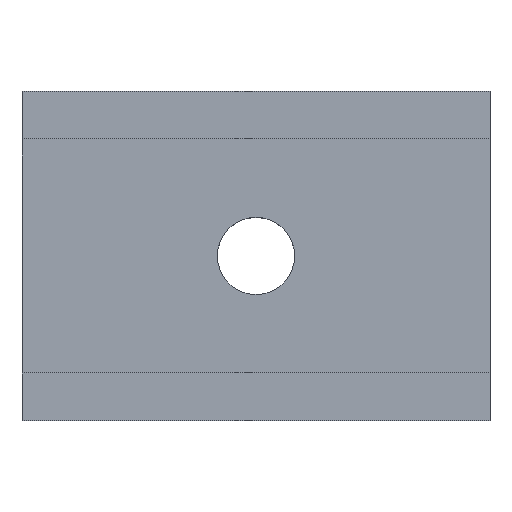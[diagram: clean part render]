
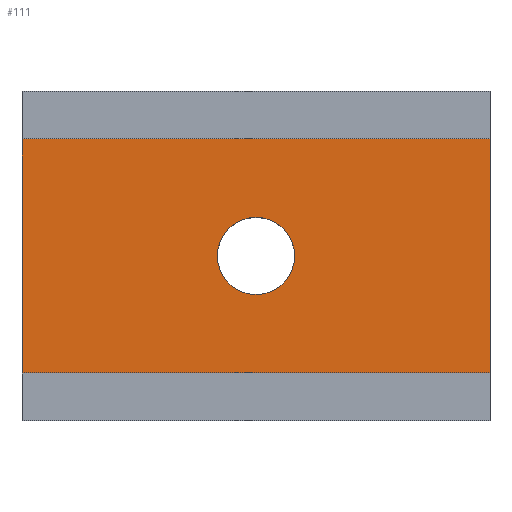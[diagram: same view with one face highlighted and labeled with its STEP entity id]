
A CAD part, top view. The second image highlights one B-rep face of the part: STEP entity #111.
In plain terms, the highlighted planar face has unit normal (0, 0, 1).
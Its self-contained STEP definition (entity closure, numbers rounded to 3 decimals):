
#111=ADVANCED_FACE('',(#238,#239),#240,.T.);
#238=FACE_OUTER_BOUND('',#380,.T.);
#239=FACE_BOUND('',#381,.T.);
#240=PLANE('',#382);
#380=EDGE_LOOP('',(#645,#646,#647,#648));
#381=EDGE_LOOP('',(#649,#650));
#382=AXIS2_PLACEMENT_3D('',#651,#652,#653);
#645=ORIENTED_EDGE('',*,*,#974,.T.);
#646=ORIENTED_EDGE('',*,*,#955,.F.);
#647=ORIENTED_EDGE('',*,*,#976,.T.);
#648=ORIENTED_EDGE('',*,*,#949,.T.);
#649=ORIENTED_EDGE('',*,*,#938,.T.);
#650=ORIENTED_EDGE('',*,*,#918,.T.);
#651=CARTESIAN_POINT('',(0.,0.,1.5));
#652=DIRECTION('',(0.0,0.0,1.0));
#653=DIRECTION('',(1.0,-0.0,0.0));
#918=EDGE_CURVE('',#1119,#1116,#1120,.T.);
#938=EDGE_CURVE('',#1116,#1119,#1151,.T.);
#949=EDGE_CURVE('',#1167,#1165,#1168,.T.);
#955=EDGE_CURVE('',#1176,#1171,#1178,.T.);
#974=EDGE_CURVE('',#1165,#1171,#1205,.T.);
#976=EDGE_CURVE('',#1176,#1167,#1207,.T.);
#1116=VERTEX_POINT('',#1385);
#1119=VERTEX_POINT('',#1389);
#1120=CIRCLE('',#1390,1.65);
#1151=CIRCLE('',#1435,1.65);
#1165=VERTEX_POINT('',#1455);
#1167=VERTEX_POINT('',#1458);
#1168=LINE('',#1459,#1460);
#1171=VERTEX_POINT('',#1464);
#1176=VERTEX_POINT('',#1471);
#1178=LINE('',#1474,#1475);
#1205=LINE('',#1515,#1516);
#1207=LINE('',#1518,#1519);
#1385=CARTESIAN_POINT('',(1.65,0.,1.5));
#1389=CARTESIAN_POINT('',(-1.65,0.,1.5));
#1390=AXIS2_PLACEMENT_3D('',#1713,#1714,#1715);
#1435=AXIS2_PLACEMENT_3D('',#1736,#1737,#1738);
#1455=CARTESIAN_POINT('',(-10.,5.,1.5));
#1458=CARTESIAN_POINT('',(10.0,5.,1.5));
#1459=CARTESIAN_POINT('',(10.0,5.,1.5));
#1460=VECTOR('',#1746,20.0);
#1464=CARTESIAN_POINT('',(-10.,-5.,1.5));
#1471=CARTESIAN_POINT('',(10.0,-5.,1.5));
#1474=CARTESIAN_POINT('',(10.0,-5.,1.5));
#1475=VECTOR('',#1751,20.0);
#1515=CARTESIAN_POINT('',(-10.,5.,1.5));
#1516=VECTOR('',#1765,10.0);
#1518=CARTESIAN_POINT('',(10.0,-5.,1.5));
#1519=VECTOR('',#1766,10.0);
#1713=CARTESIAN_POINT('',(0.,0.,1.5));
#1714=DIRECTION('',(0.0,0.0,-1.0));
#1715=DIRECTION('',(1.0,0.0,0.0));
#1736=CARTESIAN_POINT('',(0.,0.,1.5));
#1737=DIRECTION('',(0.0,0.0,-1.0));
#1738=DIRECTION('',(1.0,0.0,0.0));
#1746=DIRECTION('',(-1.0,0.0,0.0));
#1751=DIRECTION('',(-1.0,0.0,0.0));
#1765=DIRECTION('',(0.0,-1.0,0.0));
#1766=DIRECTION('',(0.0,1.0,0.0));
